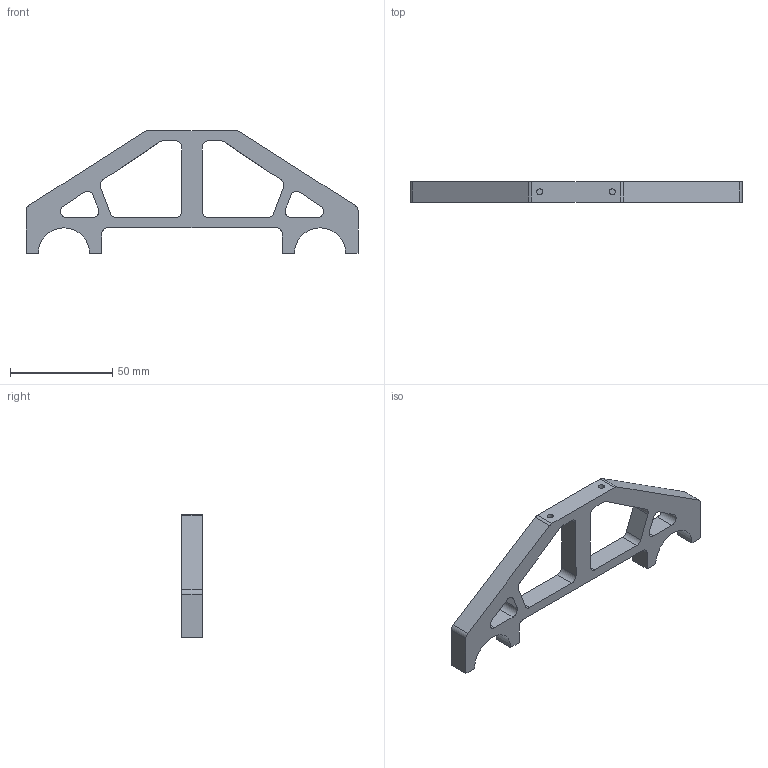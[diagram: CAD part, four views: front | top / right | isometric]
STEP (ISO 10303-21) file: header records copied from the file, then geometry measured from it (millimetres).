
FILE_DESCRIPTION (( 'STEP AP203' ), '1' );
FILE_NAME ('13_RetractablaLanding.STEP', '2019-12-04T16:36:29', ( '' ), ( '' ), 'SwSTEP 2.0', 'SolidWorks 2018', '' );
FILE_SCHEMA (( 'CONFIG_CONTROL_DESIGN' ));
Length unit declared in the file: millimetre
Products named in the file (2): 13_RetractablaLanding
Bounding box: 162.25 x 10 x 60 mm (x, y, z)
Volume: 32835.5 mm3; surface area: 15100.5 mm2
Topology: 1 solids, 1 shells, 72 faces, 198 edges, 132 vertices
Faces by surface type: cylinder 38, plane 34
Entity records: 2493 total; most frequent: CARTESIAN_POINT 416, DIRECTION 414, ORIENTED_EDGE 396, EDGE_CURVE 198, AXIS2_PLACEMENT_3D 146, VERTEX_POINT 132, LINE 122, VECTOR 122
